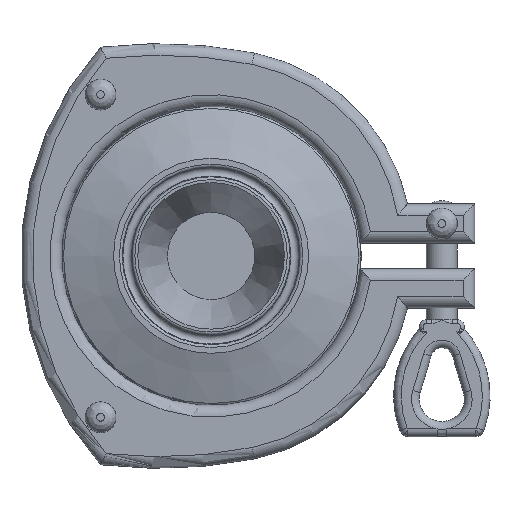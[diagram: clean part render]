
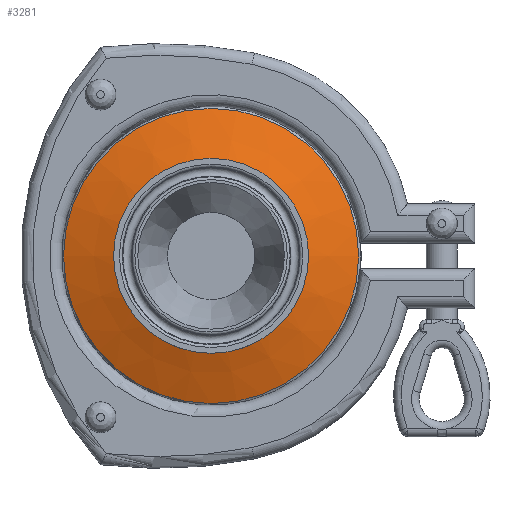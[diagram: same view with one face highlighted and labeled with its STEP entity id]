
A CAD part, top view. The second image highlights one B-rep face of the part: STEP entity #3281.
In plain terms, the highlighted conical face has half-angle 70 degrees and reference radius 29.375 mm.
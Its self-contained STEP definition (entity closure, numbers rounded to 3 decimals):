
#301=CONICAL_SURFACE('',#3718,29.375,1.222);
#460=LINE('',#6933,#621);
#621=VECTOR('',#4709,29.375);
#917=FACE_OUTER_BOUND('',#1127,.T.);
#1127=EDGE_LOOP('',(#3012,#3013,#3014,#3015,#3016));
#1370=CIRCLE('',#3716,38.224);
#1371=CIRCLE('',#3717,38.224);
#1372=CIRCLE('',#3719,22.632);
#1647=VERTEX_POINT('',#6926);
#1648=VERTEX_POINT('',#6928);
#1649=VERTEX_POINT('',#6932);
#2102=EDGE_CURVE('',#1647,#1648,#1370,.T.);
#2103=EDGE_CURVE('',#1648,#1647,#1371,.T.);
#2104=EDGE_CURVE('',#1648,#1649,#460,.T.);
#2105=EDGE_CURVE('',#1649,#1649,#1372,.T.);
#3012=ORIENTED_EDGE('',*,*,#2102,.F.);
#3013=ORIENTED_EDGE('',*,*,#2103,.F.);
#3014=ORIENTED_EDGE('',*,*,#2104,.T.);
#3015=ORIENTED_EDGE('',*,*,#2105,.F.);
#3016=ORIENTED_EDGE('',*,*,#2104,.F.);
#3281=ADVANCED_FACE('',(#917),#301,.T.);
#3716=AXIS2_PLACEMENT_3D('',#6929,#4703,#4704);
#3717=AXIS2_PLACEMENT_3D('',#6930,#4705,#4706);
#3718=AXIS2_PLACEMENT_3D('',#6931,#4707,#4708);
#3719=AXIS2_PLACEMENT_3D('',#6934,#4710,#4711);
#4703=DIRECTION('center_axis',(0.,0.,
-1.));
#4704=DIRECTION('ref_axis',(1.,0.,0.));
#4705=DIRECTION('center_axis',(0.,0.,
-1.));
#4706=DIRECTION('ref_axis',(1.,0.,0.));
#4707=DIRECTION('center_axis',(0.,0.,
-1.));
#4708=DIRECTION('ref_axis',(-1.,0.,0.));
#4709=DIRECTION('',(-0.94,0.,0.342));
#4710=DIRECTION('center_axis',(0.,0.,
1.));
#4711=DIRECTION('ref_axis',(1.,0.,0.));
#6926=CARTESIAN_POINT('',(-38.224,0.,43.042));
#6928=CARTESIAN_POINT('',(38.224,0.,43.042));
#6929=CARTESIAN_POINT('Origin',(0.,0.,
43.042));
#6930=CARTESIAN_POINT('Origin',(0.,0.,
43.042));
#6931=CARTESIAN_POINT('Origin',(0.,0.,
46.262));
#6932=CARTESIAN_POINT('',(22.632,0.,48.717));
#6933=CARTESIAN_POINT('',(29.375,0.,46.262));
#6934=CARTESIAN_POINT('Origin',(0.,0.,
48.717));
